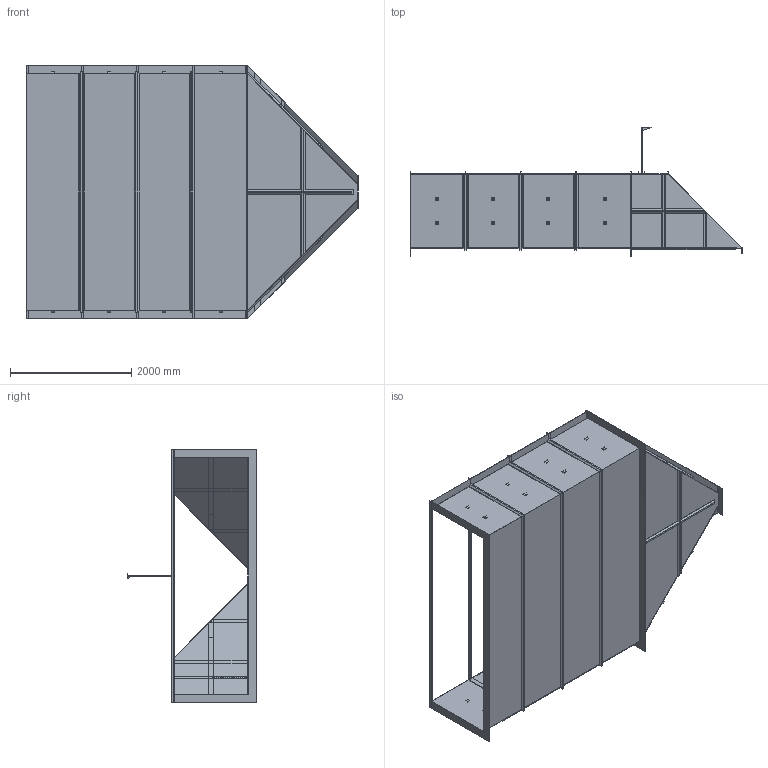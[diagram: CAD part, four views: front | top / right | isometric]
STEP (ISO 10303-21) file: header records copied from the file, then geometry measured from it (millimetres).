
FILE_DESCRIPTION (( 'STEP AP214' ), '1' );
FILE_NAME ('4.0HL Flume with options.STEP', '2021-01-05T16:59:01', ( '' ), ( '' ), 'SwSTEP 2.0', 'SolidWorks 2020', '' );
FILE_SCHEMA (( 'AUTOMOTIVE_DESIGN' ));
Length unit declared in the file: inch
Products named in the file (13): Copy of Ultrasonic Top Plate Assembly Rev A^Copy of Ulstrasonic Bracket Assy_Copy of HL Flume Ultrasonic Bkt Assem1_4.0HL Flume; HL Flume_4.0'' HL FLUME; Parshall Staff Gauge_English Staff Gauge - 4ft; Copy of Top Bracket Rev A sheet metal^Copy of Ultrasonic Top Plate Assembly Rev A_Copy of Ulstrasonic Bracket Assy_Copy of HL Flume Ultrasonic Bkt Assem1_4.0HL Flume; Copy of HL Flume Ultrasonic Bkt Assem1^4.0HL Flume_0.5H Flume; 4.0HL Flume with options; HL Flume ApproacH Section_4.0'' HL; hex nut_ai_HNUT 0.2500-20-D-N; Copy of Ulstrasonic Bracket Assy^Copy of HL Flume Ultrasonic Bkt Assem1_4.0HL Flume_30in height - Default; Copy of base plate^Copy of Ulstrasonic Bracket Assy_Copy of HL Flume Ultrasonic Bkt Assem1_4.0HL Flume; Copy of shaft^Copy of Ulstrasonic Bracket Assy_Copy of HL Flume Ultrasonic Bkt Assem1_4.0HL Flume_30in Default; Copy of C Channel Ultrasonic Bkt^Copy of HL Flume Ultrasonic Bkt Assem1_4.0HL Flume_0.5H Flume; Copy of Top Bracket Tube^Copy of Ultrasonic Top Plate Assembly Rev A_Copy of Ulstrasonic Bracket Assy_Copy of HL Flume Ultrasonic Bkt Assem1_4.0HL Flume
Assembly tree (12 placements, depth 5):
  4.0HL Flume with options
    HL Flume_4.0'' HL FLUME
    HL Flume ApproacH Section_4.0'' HL
    Parshall Staff Gauge_English Staff Gauge - 4ft
    Copy of HL Flume Ultrasonic Bkt Assem1^4.0HL Flume_0.5H Flume
      Copy of Ulstrasonic Bracket Assy^Copy of HL Flume Ultrasonic Bkt Assem1_4.0HL Flume_30in height - Default
        Copy of base plate^Copy of Ulstrasonic Bracket Assy_Copy of HL Flume Ultrasonic Bkt Assem1_4.0HL Flume
        Copy of shaft^Copy of Ulstrasonic Bracket Assy_Copy of HL Flume Ultrasonic Bkt Assem1_4.0HL Flume_30in Default
        Copy of Ultrasonic Top Plate Assembly Rev A^Copy of Ulstrasonic Bracket Assy_Copy of HL Flume Ultrasonic Bkt Assem1_4.0HL Flume
          Copy of Top Bracket Rev A sheet metal^Copy of Ultrasonic Top Plate Assembly Rev A_Copy of Ulstrasonic Bracket Assy_Copy of HL Flume Ultrasonic Bkt Assem1_4.0HL Flume
          Copy of Top Bracket Tube^Copy of Ultrasonic Top Plate Assembly Rev A_Copy of Ulstrasonic Bracket Assy_Copy of HL Flume Ultrasonic Bkt Assem1_4.0HL Flume
          hex nut_ai_HNUT 0.2500-20-D-N
      Copy of C Channel Ultrasonic Bkt^Copy of HL Flume Ultrasonic Bkt Assem1_4.0HL Flume_0.5H Flume
Bounding box: 5486.4 x 2131.16 x 4188.81 mm (x, y, z)
Volume: 187414333.8 mm3; surface area: 88431216.2 mm2
Topology: 40 solids, 58 shells, 604 faces, 1480 edges, 984 vertices
Faces by surface type: plane 550, cylinder 35, cone 16, bspline 3
Entity records: 21041 total; most frequent: CARTESIAN_POINT 3548, ORIENTED_EDGE 2936, DIRECTION 2750, EDGE_CURVE 1480, LINE 1366, VECTOR 1366, VERTEX_POINT 984, AXIS2_PLACEMENT_3D 692
